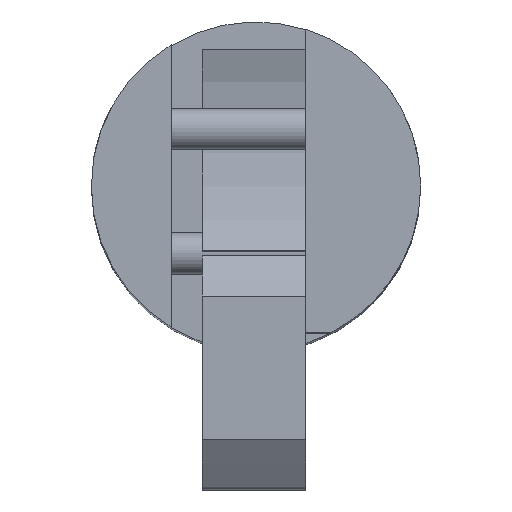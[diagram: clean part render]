
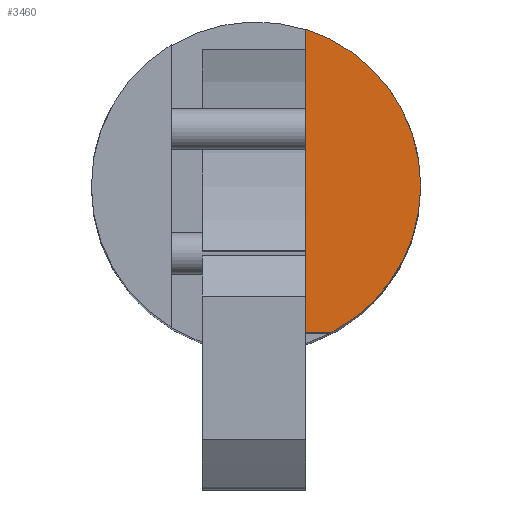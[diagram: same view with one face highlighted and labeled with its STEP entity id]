
A CAD part, top view. The second image highlights one B-rep face of the part: STEP entity #3460.
In plain terms, the highlighted planar face has unit normal (0, 0, 1).
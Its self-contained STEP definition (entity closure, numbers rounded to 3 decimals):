
#83 = CARTESIAN_POINT ( 'NONE',  ( 2.4, 0., 45. ) ) ;
#224 = VERTEX_POINT ( 'NONE', #2658 ) ;
#257 = DIRECTION ( 'NONE',  ( 1., 0., 0. ) ) ;
#313 = CARTESIAN_POINT ( 'NONE',  ( 2.4, 7.579, 45. ) ) ;
#315 = AXIS2_PLACEMENT_3D ( 'NONE', #1120, #2214, #1451 ) ;
#317 = VECTOR ( 'NONE', #2209, 1000. ) ;
#500 = ORIENTED_EDGE ( 'NONE', *, *, #2395, .T. ) ;
#523 = DIRECTION ( 'NONE',  ( 0., 0., 1. ) ) ;
#657 = AXIS2_PLACEMENT_3D ( 'NONE', #967, #2098, #2561 ) ;
#680 = VECTOR ( 'NONE', #1406, 1000. ) ;
#799 = CIRCLE ( 'NONE', #1990, 7.95 ) ;
#877 = ORIENTED_EDGE ( 'NONE', *, *, #2841, .T. ) ;
#967 = CARTESIAN_POINT ( 'NONE',  ( 0., 0., 45. ) ) ;
#1064 = VERTEX_POINT ( 'NONE', #2698 ) ;
#1120 = CARTESIAN_POINT ( 'NONE',  ( 0., 0., 45. ) ) ;
#1406 = DIRECTION ( 'NONE',  ( -1., 0., 0. ) ) ;
#1451 = DIRECTION ( 'NONE',  ( 1., 0., 0. ) ) ;
#1576 = ORIENTED_EDGE ( 'NONE', *, *, #2136, .F. ) ;
#1699 = ORIENTED_EDGE ( 'NONE', *, *, #3278, .F. ) ;
#1714 = LINE ( 'NONE', #83, #317 ) ;
#1725 = CARTESIAN_POINT ( 'NONE',  ( 0.632, -7.08, 45. ) ) ;
#1990 = AXIS2_PLACEMENT_3D ( 'NONE', #2664, #523, #257 ) ;
#2028 = CIRCLE ( 'NONE', #315, 7.95 ) ;
#2098 = DIRECTION ( 'NONE',  ( 0., 0., 1. ) ) ;
#2136 = EDGE_CURVE ( 'NONE', #2474, #224, #2251, .T. ) ;
#2209 = DIRECTION ( 'NONE',  ( 0., 1., 0. ) ) ;
#2214 = DIRECTION ( 'NONE',  ( 0., 0., 1. ) ) ;
#2251 = LINE ( 'NONE', #1725, #680 ) ;
#2395 = EDGE_CURVE ( 'NONE', #2474, #1064, #799, .T. ) ;
#2474 = VERTEX_POINT ( 'NONE', #3375 ) ;
#2561 = DIRECTION ( 'NONE',  ( 1., 0., 0. ) ) ;
#2658 = CARTESIAN_POINT ( 'NONE',  ( 2.4, -7.08, 45. ) ) ;
#2664 = CARTESIAN_POINT ( 'NONE',  ( 0., 0., 45. ) ) ;
#2698 = CARTESIAN_POINT ( 'NONE',  ( 7.95, 0., 45. ) ) ;
#2841 = EDGE_CURVE ( 'NONE', #1064, #2931, #2028, .T. ) ;
#2931 = VERTEX_POINT ( 'NONE', #313 ) ;
#3125 = FACE_OUTER_BOUND ( 'NONE', #3179, .T. ) ;
#3179 = EDGE_LOOP ( 'NONE', ( #1576, #500, #877, #1699 ) ) ;
#3278 = EDGE_CURVE ( 'NONE', #224, #2931, #1714, .T. ) ;
#3375 = CARTESIAN_POINT ( 'NONE',  ( 3.616, -7.08, 45. ) ) ;
#3439 = PLANE ( 'NONE',  #657 ) ;
#3460 = ADVANCED_FACE ( 'NONE', ( #3125 ), #3439, .T. ) ;
